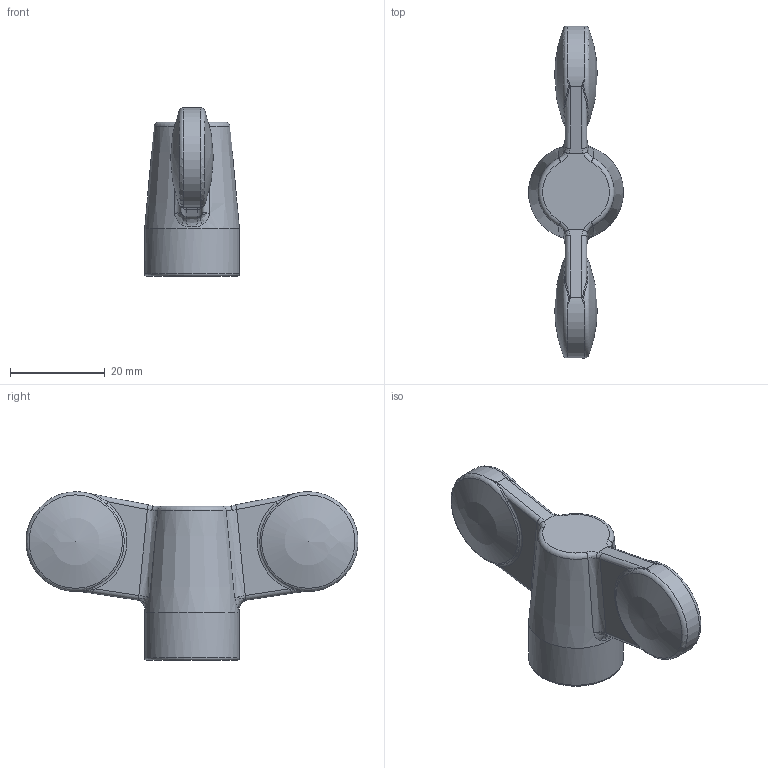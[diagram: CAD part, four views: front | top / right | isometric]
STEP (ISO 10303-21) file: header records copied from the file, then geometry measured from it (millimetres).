
FILE_DESCRIPTION(/* description */ ('File 3d .step'),/* implementation_level */ '2;1');
FILE_NAME(/* name */ '6399415_GF70_T_M08',/* time_stamp */ '2019-08-27T14:30:07+02:00',/* author */ ('Zorzan D.'),/* organization */ ('Gamm Srl.'),/* preprocessor_version */ 'ST-DEVELOPER v16.7',/* originating_system */ 'DEX',/* authorisation */ $);
FILE_SCHEMA (('AUTOMOTIVE_DESIGN {1 0 10303 214 3 1 1}'));
Length unit declared in the file: millimetre
Products named in the file (1): 6399415_GF70_T_M08
Bounding box: 20 x 69.97 x 35.5 mm (x, y, z)
Volume: 13531 mm3; surface area: 5683.6 mm2
Topology: 1 solids, 3 shells, 97 faces, 247 edges, 148 vertices
Faces by surface type: bspline 38, cylinder 17, torus 16, plane 16, cone 6, sphere 4
Full cylindrical faces by diameter (mm): 6.647 x1, 7.95 x1, 11.25 x2, 20 x1
Entity records: 4552 total; most frequent: CARTESIAN_POINT 1955, ORIENTED_EDGE 414, DIRECTION 328, EDGE_CURVE 207, AXIS2_PLACEMENT_3D 151, VERTEX_POINT 133, EDGE_LOOP 118, FACE_BOUND 118
